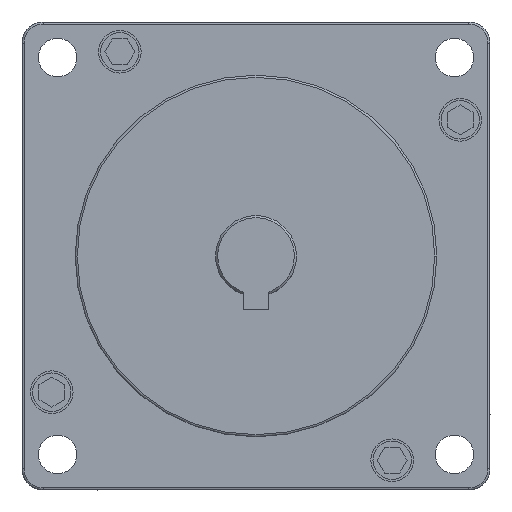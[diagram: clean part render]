
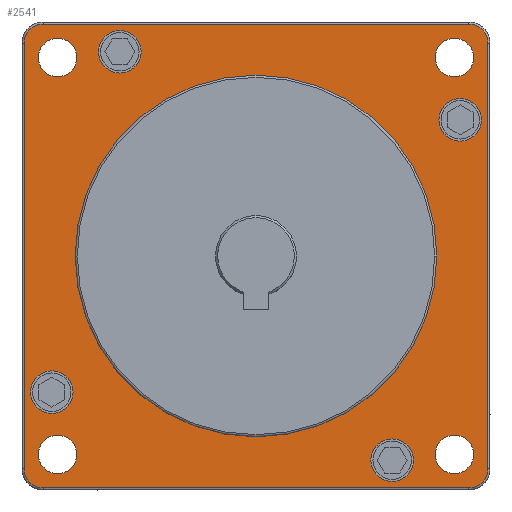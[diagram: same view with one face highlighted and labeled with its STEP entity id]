
A CAD part, left-side view. The second image highlights one B-rep face of the part: STEP entity #2541.
In plain terms, the highlighted planar face has unit normal (-1, 0, 0).
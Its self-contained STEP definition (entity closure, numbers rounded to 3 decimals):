
#1=CARTESIAN_POINT('',(0.,-46.65,-46.65));
#2=DIRECTION('',(-1.,0.,0.));
#3=DIRECTION('',(0.,-1.,0.));
#4=AXIS2_PLACEMENT_3D('',#1,#2,#3);
#6=CARTESIAN_POINT('',(0.,-46.65,-46.65));
#7=DIRECTION('',(-1.,0.,0.));
#8=DIRECTION('',(0.,1.,0.));
#9=AXIS2_PLACEMENT_3D('',#6,#7,#8);
#11=CARTESIAN_POINT('',(0.,46.65,-46.65));
#12=DIRECTION('',(-1.,0.,0.));
#13=DIRECTION('',(0.,-1.,0.));
#14=AXIS2_PLACEMENT_3D('',#11,#12,#13);
#16=CARTESIAN_POINT('',(0.,46.65,-46.65));
#17=DIRECTION('',(-1.,0.,0.));
#18=DIRECTION('',(0.,1.,0.));
#19=AXIS2_PLACEMENT_3D('',#16,#17,#18);
#21=CARTESIAN_POINT('',(0.,46.65,46.65));
#22=DIRECTION('',(-1.,0.,0.));
#23=DIRECTION('',(0.,-1.,0.));
#24=AXIS2_PLACEMENT_3D('',#21,#22,#23);
#26=CARTESIAN_POINT('',(0.,46.65,46.65));
#27=DIRECTION('',(-1.,0.,0.));
#28=DIRECTION('',(0.,1.,0.));
#29=AXIS2_PLACEMENT_3D('',#26,#27,#28);
#31=CARTESIAN_POINT('',(0.,-46.65,46.65));
#32=DIRECTION('',(-1.,0.,0.));
#33=DIRECTION('',(0.,-1.,0.));
#34=AXIS2_PLACEMENT_3D('',#31,#32,#33);
#36=CARTESIAN_POINT('',(0.,-46.65,46.65));
#37=DIRECTION('',(-1.,0.,0.));
#38=DIRECTION('',(0.,1.,0.));
#39=AXIS2_PLACEMENT_3D('',#36,#37,#38);
#41=CARTESIAN_POINT('',(0.,0.,0.));
#42=DIRECTION('',(-1.,0.,0.));
#43=DIRECTION('',(0.,1.,0.));
#44=AXIS2_PLACEMENT_3D('',#41,#42,#43);
#46=CARTESIAN_POINT('',(0.,0.,0.));
#47=DIRECTION('',(-1.,0.,0.));
#48=DIRECTION('',(0.,-1.,0.));
#49=AXIS2_PLACEMENT_3D('',#46,#47,#48);
#51=CARTESIAN_POINT('',(0.,-50.,-50.));
#52=DIRECTION('',(-1.,0.,0.));
#53=DIRECTION('',(0.,0.,-1.));
#54=AXIS2_PLACEMENT_3D('',#51,#52,#53);
#56=DIRECTION('',(0.,-1.,0.));
#57=VECTOR('',#56,100.);
#58=CARTESIAN_POINT('',(0.,50.,-54.5));
#59=LINE('',#58,#57);
#60=CARTESIAN_POINT('',(0.,50.,-50.));
#61=DIRECTION('',(-1.,0.,0.));
#62=DIRECTION('',(0.,1.,0.));
#63=AXIS2_PLACEMENT_3D('',#60,#61,#62);
#65=DIRECTION('',(0.,0.,-1.));
#66=VECTOR('',#65,100.);
#67=CARTESIAN_POINT('',(0.,54.5,50.));
#68=LINE('',#67,#66);
#69=CARTESIAN_POINT('',(0.,50.,50.));
#70=DIRECTION('',(-1.,0.,0.));
#71=DIRECTION('',(0.,0.,1.));
#72=AXIS2_PLACEMENT_3D('',#69,#70,#71);
#74=DIRECTION('',(0.,1.,0.));
#75=VECTOR('',#74,100.);
#76=CARTESIAN_POINT('',(0.,-50.,54.5));
#77=LINE('',#76,#75);
#78=CARTESIAN_POINT('',(0.,-50.,50.));
#79=DIRECTION('',(-1.,0.,0.));
#80=DIRECTION('',(0.,-1.,0.));
#81=AXIS2_PLACEMENT_3D('',#78,#79,#80);
#83=DIRECTION('',(0.,0.,1.));
#84=VECTOR('',#83,100.);
#85=CARTESIAN_POINT('',(0.,-54.5,-50.));
#86=LINE('',#85,#84);
#87=CARTESIAN_POINT('',(0.,-32.,-48.));
#88=DIRECTION('',(-1.,0.,0.));
#89=DIRECTION('',(0.,1.,0.));
#90=AXIS2_PLACEMENT_3D('',#87,#88,#89);
#92=CARTESIAN_POINT('',(0.,-32.,-48.));
#93=DIRECTION('',(-1.,0.,0.));
#94=DIRECTION('',(0.,-1.,0.));
#95=AXIS2_PLACEMENT_3D('',#92,#93,#94);
#131=CARTESIAN_POINT('',(0.,-48.,32.));
#132=DIRECTION('',(-1.,0.,0.));
#133=DIRECTION('',(0.,0.,-1.));
#134=AXIS2_PLACEMENT_3D('',#131,#132,#133);
#136=CARTESIAN_POINT('',(0.,-48.,32.));
#137=DIRECTION('',(-1.,0.,0.));
#138=DIRECTION('',(0.,0.,1.));
#139=AXIS2_PLACEMENT_3D('',#136,#137,#138);
#175=CARTESIAN_POINT('',(0.,32.,48.));
#176=DIRECTION('',(-1.,0.,0.));
#177=DIRECTION('',(0.,-1.,0.));
#178=AXIS2_PLACEMENT_3D('',#175,#176,#177);
#180=CARTESIAN_POINT('',(0.,32.,48.));
#181=DIRECTION('',(-1.,0.,0.));
#182=DIRECTION('',(0.,1.,0.));
#183=AXIS2_PLACEMENT_3D('',#180,#181,#182);
#219=CARTESIAN_POINT('',(0.,48.,-32.));
#220=DIRECTION('',(-1.,0.,0.));
#221=DIRECTION('',(0.,0.,1.));
#222=AXIS2_PLACEMENT_3D('',#219,#220,#221);
#224=CARTESIAN_POINT('',(0.,48.,-32.));
#225=DIRECTION('',(-1.,0.,0.));
#226=DIRECTION('',(0.,0.,-1.));
#227=AXIS2_PLACEMENT_3D('',#224,#225,#226);
#1996=CARTESIAN_POINT('',(0.,-51.15,-46.65));
#1997=CARTESIAN_POINT('',(0.,-42.15,-46.65));
#1998=VERTEX_POINT('',#1996);
#1999=VERTEX_POINT('',#1997);
#2000=CARTESIAN_POINT('',(0.,42.15,-46.65));
#2001=CARTESIAN_POINT('',(0.,51.15,-46.65));
#2002=VERTEX_POINT('',#2000);
#2003=VERTEX_POINT('',#2001);
#2004=CARTESIAN_POINT('',(0.,42.15,46.65));
#2005=CARTESIAN_POINT('',(0.,51.15,46.65));
#2006=VERTEX_POINT('',#2004);
#2007=VERTEX_POINT('',#2005);
#2008=CARTESIAN_POINT('',(0.,-51.15,46.65));
#2009=CARTESIAN_POINT('',(0.,-42.15,46.65));
#2010=VERTEX_POINT('',#2008);
#2011=VERTEX_POINT('',#2009);
#2236=CARTESIAN_POINT('',(0.,42.5,0.));
#2237=CARTESIAN_POINT('',(0.,-42.5,0.));
#2238=VERTEX_POINT('',#2236);
#2239=VERTEX_POINT('',#2237);
#2252=CARTESIAN_POINT('',(0.,-50.,-54.5));
#2253=CARTESIAN_POINT('',(0.,-54.5,-50.));
#2254=VERTEX_POINT('',#2252);
#2255=VERTEX_POINT('',#2253);
#2260=CARTESIAN_POINT('',(0.,-54.5,50.));
#2261=VERTEX_POINT('',#2260);
#2264=CARTESIAN_POINT('',(0.,-50.,54.5));
#2265=VERTEX_POINT('',#2264);
#2268=CARTESIAN_POINT('',(0.,50.,54.5));
#2269=VERTEX_POINT('',#2268);
#2272=CARTESIAN_POINT('',(0.,54.5,50.));
#2273=VERTEX_POINT('',#2272);
#2276=CARTESIAN_POINT('',(0.,54.5,-50.));
#2277=VERTEX_POINT('',#2276);
#2280=CARTESIAN_POINT('',(0.,50.,-54.5));
#2281=VERTEX_POINT('',#2280);
#2316=CARTESIAN_POINT('',(0.,-27.,-48.));
#2317=CARTESIAN_POINT('',(0.,-37.,-48.));
#2318=VERTEX_POINT('',#2316);
#2319=VERTEX_POINT('',#2317);
#2356=CARTESIAN_POINT('',(0.,-48.,27.));
#2357=CARTESIAN_POINT('',(0.,-48.,37.));
#2358=VERTEX_POINT('',#2356);
#2359=VERTEX_POINT('',#2357);
#2396=CARTESIAN_POINT('',(0.,27.,48.));
#2397=CARTESIAN_POINT('',(0.,37.,48.));
#2398=VERTEX_POINT('',#2396);
#2399=VERTEX_POINT('',#2397);
#2436=CARTESIAN_POINT('',(0.,48.,-27.));
#2437=CARTESIAN_POINT('',(0.,48.,-37.));
#2438=VERTEX_POINT('',#2436);
#2439=VERTEX_POINT('',#2437);
#2464=CARTESIAN_POINT('',(0.,0.,0.));
#2465=DIRECTION('',(1.,0.,0.));
#2466=DIRECTION('',(0.,-1.,0.));
#2467=AXIS2_PLACEMENT_3D('',#2464,#2465,#2466);
#2468=PLANE('',#2467);
#2470=ORIENTED_EDGE('',*,*,#2469,.F.);
#2472=ORIENTED_EDGE('',*,*,#2471,.F.);
#2474=ORIENTED_EDGE('',*,*,#2473,.F.);
#2476=ORIENTED_EDGE('',*,*,#2475,.F.);
#2478=ORIENTED_EDGE('',*,*,#2477,.F.);
#2480=ORIENTED_EDGE('',*,*,#2479,.F.);
#2482=ORIENTED_EDGE('',*,*,#2481,.F.);
#2484=ORIENTED_EDGE('',*,*,#2483,.F.);
#2485=EDGE_LOOP('',(#2470,#2472,#2474,#2476,#2478,#2480,#2482,#2484));
#2486=FACE_OUTER_BOUND('',#2485,.F.);
#2488=ORIENTED_EDGE('',*,*,#2487,.T.);
#2490=ORIENTED_EDGE('',*,*,#2489,.T.);
#2491=EDGE_LOOP('',(#2488,#2490));
#2492=FACE_BOUND('',#2491,.F.);
#2494=ORIENTED_EDGE('',*,*,#2493,.T.);
#2496=ORIENTED_EDGE('',*,*,#2495,.T.);
#2497=EDGE_LOOP('',(#2494,#2496));
#2498=FACE_BOUND('',#2497,.F.);
#2500=ORIENTED_EDGE('',*,*,#2499,.T.);
#2502=ORIENTED_EDGE('',*,*,#2501,.T.);
#2503=EDGE_LOOP('',(#2500,#2502));
#2504=FACE_BOUND('',#2503,.F.);
#2506=ORIENTED_EDGE('',*,*,#2505,.T.);
#2508=ORIENTED_EDGE('',*,*,#2507,.T.);
#2509=EDGE_LOOP('',(#2506,#2508));
#2510=FACE_BOUND('',#2509,.F.);
#2512=ORIENTED_EDGE('',*,*,#2511,.T.);
#2514=ORIENTED_EDGE('',*,*,#2513,.T.);
#2515=EDGE_LOOP('',(#2512,#2514));
#2516=FACE_BOUND('',#2515,.F.);
#2518=ORIENTED_EDGE('',*,*,#2517,.T.);
#2520=ORIENTED_EDGE('',*,*,#2519,.T.);
#2521=EDGE_LOOP('',(#2518,#2520));
#2522=FACE_BOUND('',#2521,.F.);
#2524=ORIENTED_EDGE('',*,*,#2523,.T.);
#2526=ORIENTED_EDGE('',*,*,#2525,.T.);
#2527=EDGE_LOOP('',(#2524,#2526));
#2528=FACE_BOUND('',#2527,.F.);
#2530=ORIENTED_EDGE('',*,*,#2529,.T.);
#2532=ORIENTED_EDGE('',*,*,#2531,.T.);
#2533=EDGE_LOOP('',(#2530,#2532));
#2534=FACE_BOUND('',#2533,.F.);
#2536=ORIENTED_EDGE('',*,*,#2535,.T.);
#2538=ORIENTED_EDGE('',*,*,#2537,.T.);
#2539=EDGE_LOOP('',(#2536,#2538));
#2540=FACE_BOUND('',#2539,.F.);
#5=CIRCLE('',#4,4.5);
#10=CIRCLE('',#9,4.5);
#15=CIRCLE('',#14,4.5);
#20=CIRCLE('',#19,4.5);
#25=CIRCLE('',#24,4.5);
#30=CIRCLE('',#29,4.5);
#35=CIRCLE('',#34,4.5);
#40=CIRCLE('',#39,4.5);
#45=CIRCLE('',#44,42.5);
#50=CIRCLE('',#49,42.5);
#55=CIRCLE('',#54,4.5);
#64=CIRCLE('',#63,4.5);
#73=CIRCLE('',#72,4.5);
#82=CIRCLE('',#81,4.5);
#91=CIRCLE('',#90,5.);
#96=CIRCLE('',#95,5.);
#135=CIRCLE('',#134,5.);
#140=CIRCLE('',#139,5.);
#179=CIRCLE('',#178,5.);
#184=CIRCLE('',#183,5.);
#223=CIRCLE('',#222,5.);
#228=CIRCLE('',#227,5.);
#2469=EDGE_CURVE('',#2254,#2255,#55,.T.);
#2471=EDGE_CURVE('',#2281,#2254,#59,.T.);
#2473=EDGE_CURVE('',#2277,#2281,#64,.T.);
#2475=EDGE_CURVE('',#2273,#2277,#68,.T.);
#2477=EDGE_CURVE('',#2269,#2273,#73,.T.);
#2479=EDGE_CURVE('',#2265,#2269,#77,.T.);
#2481=EDGE_CURVE('',#2261,#2265,#82,.T.);
#2483=EDGE_CURVE('',#2255,#2261,#86,.T.);
#2487=EDGE_CURVE('',#1998,#1999,#5,.T.);
#2489=EDGE_CURVE('',#1999,#1998,#10,.T.);
#2493=EDGE_CURVE('',#2002,#2003,#15,.T.);
#2495=EDGE_CURVE('',#2003,#2002,#20,.T.);
#2499=EDGE_CURVE('',#2006,#2007,#25,.T.);
#2501=EDGE_CURVE('',#2007,#2006,#30,.T.);
#2505=EDGE_CURVE('',#2010,#2011,#35,.T.);
#2507=EDGE_CURVE('',#2011,#2010,#40,.T.);
#2511=EDGE_CURVE('',#2238,#2239,#45,.T.);
#2513=EDGE_CURVE('',#2239,#2238,#50,.T.);
#2517=EDGE_CURVE('',#2318,#2319,#91,.T.);
#2519=EDGE_CURVE('',#2319,#2318,#96,.T.);
#2523=EDGE_CURVE('',#2358,#2359,#135,.T.);
#2525=EDGE_CURVE('',#2359,#2358,#140,.T.);
#2529=EDGE_CURVE('',#2398,#2399,#179,.T.);
#2531=EDGE_CURVE('',#2399,#2398,#184,.T.);
#2535=EDGE_CURVE('',#2438,#2439,#223,.T.);
#2537=EDGE_CURVE('',#2439,#2438,#228,.T.);
#2541=ADVANCED_FACE('',(#2486,#2492,#2498,#2504,#2510,#2516,#2522,#2528,#2534,
#2540),#2468,.F.);
